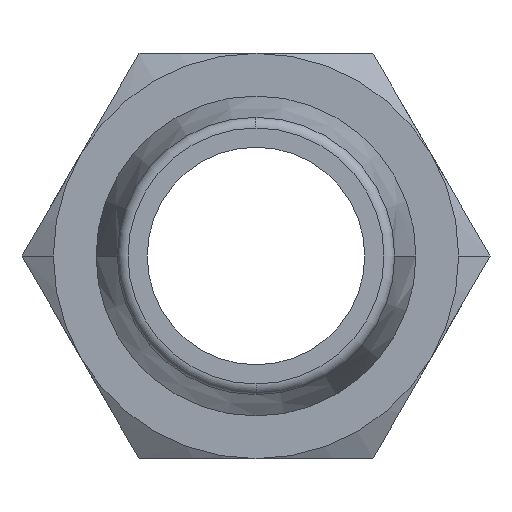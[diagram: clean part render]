
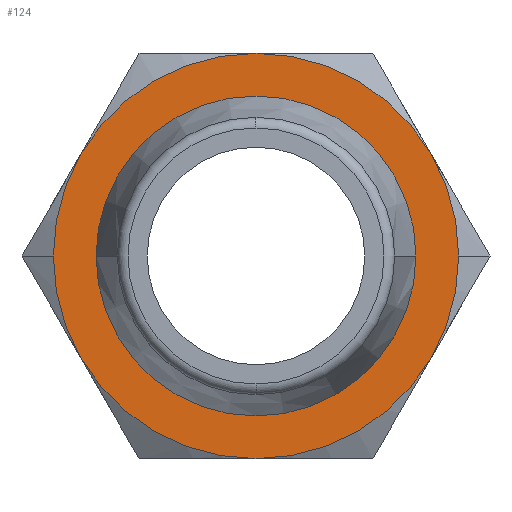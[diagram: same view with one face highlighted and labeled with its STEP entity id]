
A CAD part, front view. The second image highlights one B-rep face of the part: STEP entity #124.
In plain terms, the highlighted planar face has unit normal (0, -1, 0).
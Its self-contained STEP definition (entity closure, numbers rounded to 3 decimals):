
#124=ADVANCED_FACE('',(#269,#270),#271,.T.);
#269=FACE_OUTER_BOUND('',#432,.T.);
#270=FACE_BOUND('',#433,.T.);
#271=PLANE('',#434);
#432=EDGE_LOOP('',(#715,#716,#717,#718,#719,#720,#721,#722));
#433=EDGE_LOOP('',(#723,#724));
#434=AXIS2_PLACEMENT_3D('',#725,#726,#727);
#715=ORIENTED_EDGE('',*,*,#1038,.F.);
#716=ORIENTED_EDGE('',*,*,#1039,.F.);
#717=ORIENTED_EDGE('',*,*,#983,.F.);
#718=ORIENTED_EDGE('',*,*,#947,.F.);
#719=ORIENTED_EDGE('',*,*,#1040,.F.);
#720=ORIENTED_EDGE('',*,*,#935,.F.);
#721=ORIENTED_EDGE('',*,*,#1041,.F.);
#722=ORIENTED_EDGE('',*,*,#938,.F.);
#723=ORIENTED_EDGE('',*,*,#1032,.F.);
#724=ORIENTED_EDGE('',*,*,#1016,.F.);
#725=CARTESIAN_POINT('',(4.75,28.0,0.0));
#726=DIRECTION('',(-0.0,-1.0,-0.0));
#727=DIRECTION('',(-1.0,0.0,0.0));
#935=EDGE_CURVE('',#1097,#1094,#1099,.T.);
#938=EDGE_CURVE('',#1101,#1104,#1105,.T.);
#947=EDGE_CURVE('',#1118,#1120,#1121,.T.);
#983=EDGE_CURVE('',#1120,#1180,#1181,.T.);
#1016=EDGE_CURVE('',#1225,#1227,#1228,.T.);
#1032=EDGE_CURVE('',#1227,#1225,#1250,.T.);
#1038=EDGE_CURVE('',#1184,#1101,#1258,.T.);
#1039=EDGE_CURVE('',#1180,#1184,#1259,.T.);
#1040=EDGE_CURVE('',#1094,#1118,#1260,.T.);
#1041=EDGE_CURVE('',#1104,#1097,#1261,.T.);
#1094=VERTEX_POINT('',#1322);
#1097=VERTEX_POINT('',#1336);
#1099=CIRCLE('',#1349,9.5);
#1101=VERTEX_POINT('',#1351);
#1104=VERTEX_POINT('',#1355);
#1105=CIRCLE('',#1356,9.5);
#1118=VERTEX_POINT('',#1380);
#1120=VERTEX_POINT('',#1383);
#1121=CIRCLE('',#1384,9.5);
#1180=VERTEX_POINT('',#1549);
#1181=CIRCLE('',#1550,9.5);
#1184=VERTEX_POINT('',#1564);
#1225=VERTEX_POINT('',#1665);
#1227=VERTEX_POINT('',#1668);
#1228=CIRCLE('',#1669,7.5);
#1250=CIRCLE('',#1703,7.5);
#1258=CIRCLE('',#1713,9.5);
#1259=CIRCLE('',#1714,9.5);
#1260=CIRCLE('',#1715,9.5);
#1261=CIRCLE('',#1716,9.5);
#1322=CARTESIAN_POINT('',(-8.227,28.0,-4.75));
#1336=CARTESIAN_POINT('',(0.0,28.0,-9.5));
#1349=AXIS2_PLACEMENT_3D('',#1839,#1840,#1841);
#1351=CARTESIAN_POINT('',(9.5,28.0,0.));
#1355=CARTESIAN_POINT('',(8.227,28.0,-4.75));
#1356=AXIS2_PLACEMENT_3D('',#1843,#1844,#1845);
#1380=CARTESIAN_POINT('',(-9.5,28.0,0.));
#1383=CARTESIAN_POINT('',(-8.227,28.0,4.75));
#1384=AXIS2_PLACEMENT_3D('',#1859,#1860,#1861);
#1549=CARTESIAN_POINT('',(0.,28.0,9.5));
#1550=AXIS2_PLACEMENT_3D('',#1902,#1903,#1904);
#1564=CARTESIAN_POINT('',(8.227,28.0,4.75));
#1665=CARTESIAN_POINT('',(7.5,28.0,0.));
#1668=CARTESIAN_POINT('',(-7.5,28.0,0.));
#1669=AXIS2_PLACEMENT_3D('',#1947,#1948,#1949);
#1703=AXIS2_PLACEMENT_3D('',#1978,#1979,#1980);
#1713=AXIS2_PLACEMENT_3D('',#1986,#1987,#1988);
#1714=AXIS2_PLACEMENT_3D('',#1989,#1990,#1991);
#1715=AXIS2_PLACEMENT_3D('',#1992,#1993,#1994);
#1716=AXIS2_PLACEMENT_3D('',#1995,#1996,#1997);
#1839=CARTESIAN_POINT('',(0.0,28.0,0.0));
#1840=DIRECTION('',(-0.0,1.0,0.0));
#1841=DIRECTION('',(1.0,0.0,0.0));
#1843=CARTESIAN_POINT('',(0.0,28.0,0.0));
#1844=DIRECTION('',(-0.0,1.0,0.0));
#1845=DIRECTION('',(1.0,0.0,0.0));
#1859=CARTESIAN_POINT('',(0.0,28.0,0.0));
#1860=DIRECTION('',(-0.0,1.0,0.0));
#1861=DIRECTION('',(1.0,0.0,0.0));
#1902=CARTESIAN_POINT('',(0.0,28.0,0.0));
#1903=DIRECTION('',(-0.0,1.0,0.0));
#1904=DIRECTION('',(1.0,0.0,0.0));
#1947=CARTESIAN_POINT('',(0.0,28.0,0.0));
#1948=DIRECTION('',(0.0,-1.0,0.0));
#1949=DIRECTION('',(1.0,0.0,0.0));
#1978=CARTESIAN_POINT('',(0.0,28.0,0.0));
#1979=DIRECTION('',(0.0,-1.0,0.0));
#1980=DIRECTION('',(1.0,0.0,0.0));
#1986=CARTESIAN_POINT('',(0.0,28.0,0.0));
#1987=DIRECTION('',(-0.0,1.0,0.0));
#1988=DIRECTION('',(1.0,0.0,0.0));
#1989=CARTESIAN_POINT('',(0.0,28.0,0.0));
#1990=DIRECTION('',(-0.0,1.0,0.0));
#1991=DIRECTION('',(1.0,0.0,0.0));
#1992=CARTESIAN_POINT('',(0.0,28.0,0.0));
#1993=DIRECTION('',(-0.0,1.0,0.0));
#1994=DIRECTION('',(1.0,0.0,0.0));
#1995=CARTESIAN_POINT('',(0.0,28.0,0.0));
#1996=DIRECTION('',(-0.0,1.0,0.0));
#1997=DIRECTION('',(1.0,0.0,0.0));
